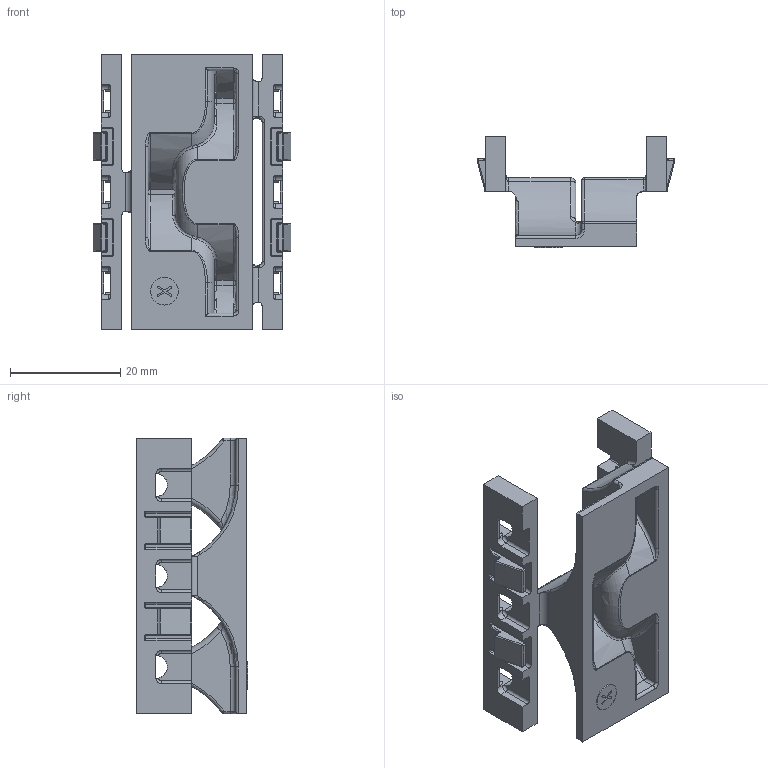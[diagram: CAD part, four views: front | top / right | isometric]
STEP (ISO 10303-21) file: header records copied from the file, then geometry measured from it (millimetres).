
FILE_DESCRIPTION (( 'STEP AP203' ), '1' );
FILE_NAME ('062ACH2674.50.STEP', '2015-09-11T13:53:13', ( 'Fath' ), ( 'Hewlett-Packard Company' ), 'SwSTEP 2.0', 'SolidWorks 2014', '' );
FILE_SCHEMA (( 'CONFIG_CONTROL_DESIGN' ));
Length unit declared in the file: millimetre
Products named in the file (1): 062ACH2674.50
Bounding box: 35.88 x 20.15 x 50 mm (x, y, z)
Volume: 7893.3 mm3; surface area: 7552 mm2
Topology: 1 solids, 1 shells, 524 faces, 1353 edges, 800 vertices
Faces by surface type: cylinder 212, plane 152, torus 87, bspline 39, sphere 34
Entity records: 17555 total; most frequent: CARTESIAN_POINT 4937, DIRECTION 2697, ORIENTED_EDGE 2642, EDGE_CURVE 1321, AXIS2_PLACEMENT_3D 1032, VERTEX_POINT 800, LINE 633, VECTOR 633
